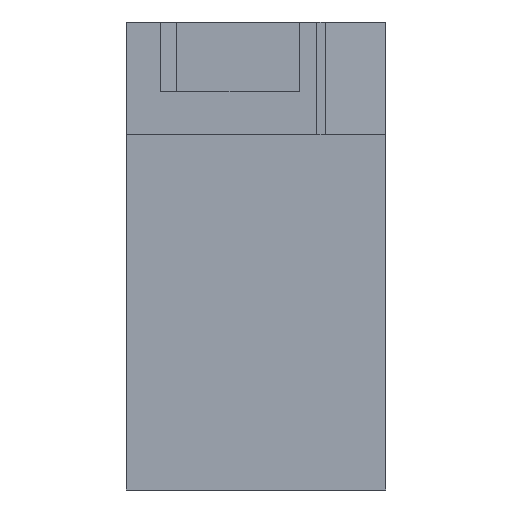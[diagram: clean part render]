
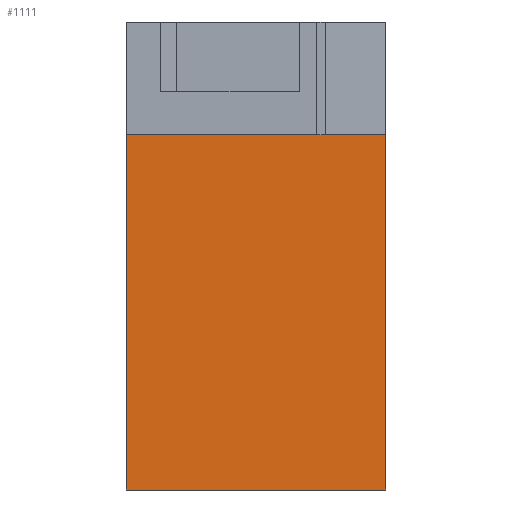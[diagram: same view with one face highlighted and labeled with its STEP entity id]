
A CAD part, front view. The second image highlights one B-rep face of the part: STEP entity #1111.
In plain terms, the highlighted planar face has unit normal (0, -1, 0).
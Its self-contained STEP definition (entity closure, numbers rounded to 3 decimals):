
#1111 = ADVANCED_FACE ( 'NONE', ( #4773 ), #1760, .F. ) ;
#1392 = VERTEX_POINT ( 'NONE', #7340 ) ;
#1393 = VERTEX_POINT ( 'NONE', #7341 ) ;
#1465 = VERTEX_POINT ( 'NONE', #7413 ) ;
#1471 = VERTEX_POINT ( 'NONE', #7419 ) ;
#1760 = PLANE ( 'NONE',  #3649 ) ;
#1763 = CARTESIAN_POINT ( 'NONE',  ( -6.863, 0.602, -10.75 ) ) ;
#1773 = DIRECTION ( 'NONE',  ( 0., 1., 0. ) ) ;
#1774 = DIRECTION ( 'NONE',  ( -1., 0., 0. ) ) ;
#2027 = EDGE_CURVE ( 'NONE', #1393, #1392, #4922, .T. ) ;
#2098 = EDGE_CURVE ( 'NONE', #1465, #1392, #5041, .T. ) ;
#2110 = EDGE_CURVE ( 'NONE', #1471, #1465, #5052, .T. ) ;
#2157 = EDGE_CURVE ( 'NONE', #1471, #1393, #5158, .T. ) ;
#2908 = ORIENTED_EDGE ( 'NONE', *, *, #2157, .T. ) ;
#2909 = ORIENTED_EDGE ( 'NONE', *, *, #2027, .T. ) ;
#2910 = ORIENTED_EDGE ( 'NONE', *, *, #2098, .F. ) ;
#2911 = ORIENTED_EDGE ( 'NONE', *, *, #2110, .F. ) ;
#3649 = AXIS2_PLACEMENT_3D ( 'NONE', #1763, #1773, #1774 ) ;
#4740 = EDGE_LOOP ( 'NONE', ( #2908, #2909, #2910, #2911 ) ) ;
#4773 = FACE_OUTER_BOUND ( 'NONE', #4740, .T. ) ;
#4922 = LINE ( 'NONE', #7829, #4957 ) ;
#4957 = VECTOR ( 'NONE', #7832, 1000. ) ;
#5041 = LINE ( 'NONE', #8363, #5042 ) ;
#5042 = VECTOR ( 'NONE', #8364, 1000. ) ;
#5052 = LINE ( 'NONE', #8385, #5065 ) ;
#5065 = VECTOR ( 'NONE', #8388, 1000. ) ;
#5158 = LINE ( 'NONE', #8482, #5159 ) ;
#5159 = VECTOR ( 'NONE', #8483, 1000. ) ;
#7340 = CARTESIAN_POINT ( 'NONE',  ( -60.863, 0.602, -10.75 ) ) ;
#7341 = CARTESIAN_POINT ( 'NONE',  ( -60.863, 0.602, 30.25 ) ) ;
#7413 = CARTESIAN_POINT ( 'NONE',  ( -30.863, 0.602, -10.75 ) ) ;
#7419 = CARTESIAN_POINT ( 'NONE',  ( -30.863, 0.602, 30.25 ) ) ;
#7829 = CARTESIAN_POINT ( 'NONE',  ( -60.863, 0.602, -10.75 ) ) ;
#7832 = DIRECTION ( 'NONE',  ( 0., 0., -1. ) ) ;
#8363 = CARTESIAN_POINT ( 'NONE',  ( -6.863, 0.602, -10.75 ) ) ;
#8364 = DIRECTION ( 'NONE',  ( -1., 0., 0. ) ) ;
#8385 = CARTESIAN_POINT ( 'NONE',  ( -30.863, 0.602, 43.25 ) ) ;
#8388 = DIRECTION ( 'NONE',  ( 0., 0., -1. ) ) ;
#8482 = CARTESIAN_POINT ( 'NONE',  ( -6.863, 0.602, 30.25 ) ) ;
#8483 = DIRECTION ( 'NONE',  ( -1., 0., 0. ) ) ;
